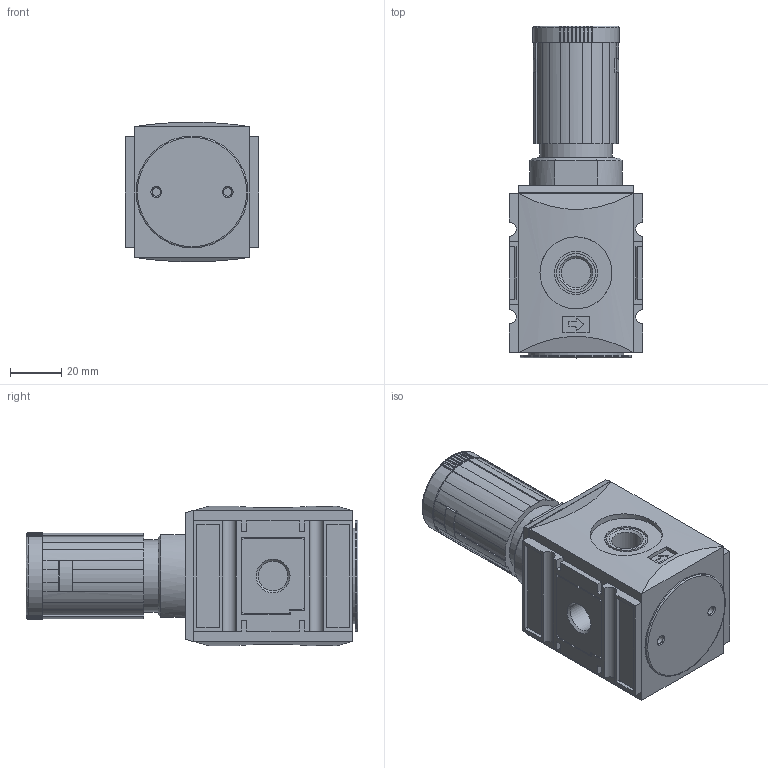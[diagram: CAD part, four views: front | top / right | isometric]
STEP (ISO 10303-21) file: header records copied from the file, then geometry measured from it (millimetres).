
FILE_DESCRIPTION(/* description */ ('STEP AP214'),/* implementation_level */ '2;1');
FILE_NAME(/* name */ '029948',/* time_stamp */ '2026-03-16T11:35:34+01:00',/* author */ ('License CC BY-ND 4.0'),/* organization */ ('CADENAS'),/* preprocessor_version */ 'ST-DEVELOPER v20',/* originating_system */ 'PARTsolutions',/* authorisation */ ' ');
FILE_SCHEMA (('AUTOMOTIVE_DESIGN {1 0 10303 214 3 1 1}'));
Length unit declared in the file: millimetre
Products named in the file (3): 029948; FU 0010G 1/4000-1; FU 0010-3
Assembly tree (2 placements, depth 2):
  029948
    FU 0010G 1/4000-1
    FU 0010-3
Bounding box: 52 x 129 x 54.19 mm (x, y, z)
Volume: 216061.2 mm3; surface area: 34153.3 mm2
Topology: 2 solids, 2 shells, 443 faces, 1172 edges, 769 vertices
Faces by surface type: plane 296, cylinder 115, torus 21, cone 11
Full cylindrical faces by diameter (mm): 3.2 x2, 11.445 x3, 15.1 x2, 16.8 x2, 28 x3, 36 x1, 37.2 x1, 43.5 x1
Entity records: 16759 total; most frequent: CARTESIAN_POINT 2414, DIRECTION 2410, ORIENTED_EDGE 2272, EDGE_CURVE 1136, AXIS2_PLACEMENT_3D 840, VERTEX_POINT 760, LINE 730, VECTOR 730
